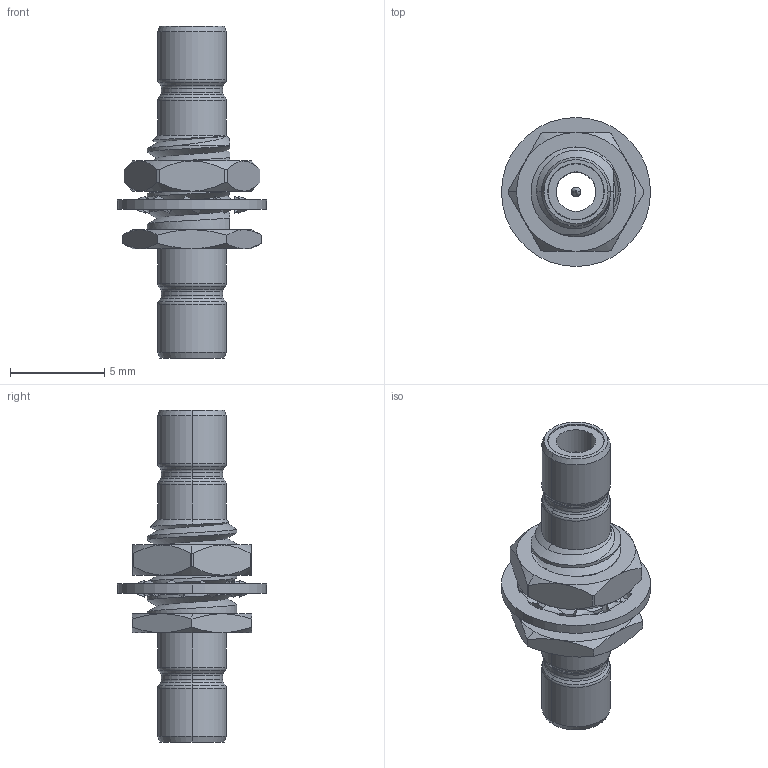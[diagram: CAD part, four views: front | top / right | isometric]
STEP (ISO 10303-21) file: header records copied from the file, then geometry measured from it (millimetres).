
FILE_DESCRIPTION (( 'STEP AP214' ), '1' );
FILE_NAME ('32-501-D3.STEP', '2023-04-04T15:17:09', ( '' ), ( '' ), 'SwSTEP 2.0', 'SolidWorks 2022', '' );
FILE_SCHEMA (( 'AUTOMOTIVE_DESIGN' ));
Length unit declared in the file: millimetre
Products named in the file (1): 32-501-D3
Bounding box: 7.9 x 7.9 x 17.6 mm (x, y, z)
Surface area: 849.9 mm2 (no closed solid volume)
Topology: 0 solids, 7 shells, 200 faces, 523 edges, 315 vertices
Faces by surface type: plane 49, cone 49, bspline 44, cylinder 42, torus 16
Entity records: 8092 total; most frequent: CARTESIAN_POINT 3450, ORIENTED_EDGE 946, DIRECTION 913, EDGE_CURVE 523, AXIS2_PLACEMENT_3D 324, VERTEX_POINT 315, VECTOR 265, LINE 265
